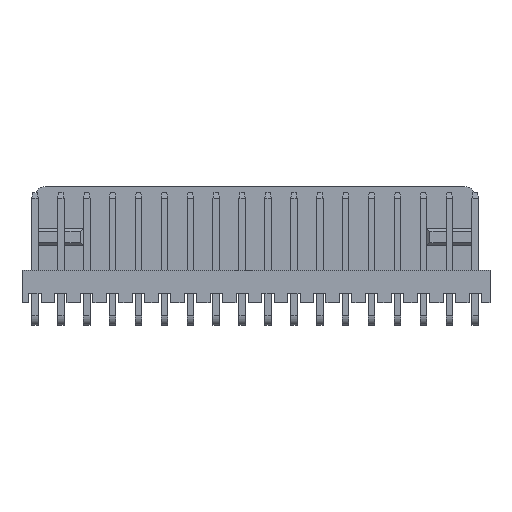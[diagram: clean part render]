
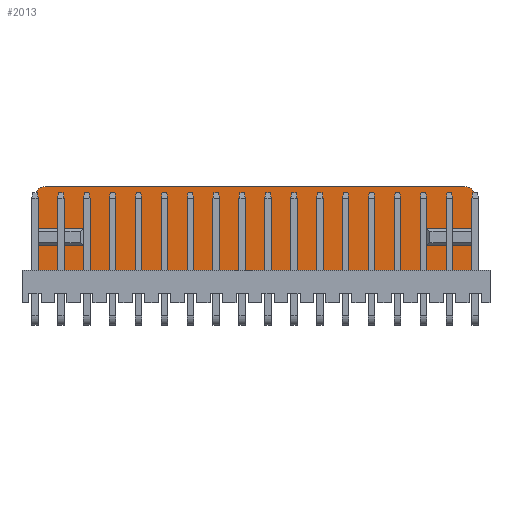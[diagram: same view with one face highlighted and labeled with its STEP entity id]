
A CAD part, top view. The second image highlights one B-rep face of the part: STEP entity #2013.
In plain terms, the highlighted planar face has unit normal (0, 0, 1).
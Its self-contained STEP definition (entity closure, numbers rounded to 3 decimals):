
#628 = VERTEX_POINT ( 'NONE', #8372 ) ;
#629 = VERTEX_POINT ( 'NONE', #8373 ) ;
#686 = VERTEX_POINT ( 'NONE', #8430 ) ;
#694 = VERTEX_POINT ( 'NONE', #8438 ) ;
#2013 = ADVANCED_FACE ( 'NONE', ( #9310 ), #10666, .F. ) ;
#2907 = VERTEX_POINT ( 'NONE', #12221 ) ;
#2913 = VERTEX_POINT ( 'NONE', #12227 ) ;
#2915 = VERTEX_POINT ( 'NONE', #12229 ) ;
#3045 = VERTEX_POINT ( 'NONE', #12363 ) ;
#3060 = VERTEX_POINT ( 'NONE', #12378 ) ;
#3069 = VERTEX_POINT ( 'NONE', #12387 ) ;
#3073 = VERTEX_POINT ( 'NONE', #12391 ) ;
#3074 = VERTEX_POINT ( 'NONE', #12392 ) ;
#3087 = VERTEX_POINT ( 'NONE', #12405 ) ;
#3092 = VERTEX_POINT ( 'NONE', #12410 ) ;
#3588 = ORIENTED_EDGE ( 'NONE', *, *, #5451, .T. ) ;
#3589 = ORIENTED_EDGE ( 'NONE', *, *, #5478, .T. ) ;
#3590 = ORIENTED_EDGE ( 'NONE', *, *, #5479, .F. ) ;
#3591 = ORIENTED_EDGE ( 'NONE', *, *, #5480, .F. ) ;
#3592 = ORIENTED_EDGE ( 'NONE', *, *, #5481, .F. ) ;
#3593 = ORIENTED_EDGE ( 'NONE', *, *, #5482, .T. ) ;
#3594 = ORIENTED_EDGE ( 'NONE', *, *, #5483, .F. ) ;
#3595 = ORIENTED_EDGE ( 'NONE', *, *, #5446, .T. ) ;
#3596 = ORIENTED_EDGE ( 'NONE', *, *, #6316, .F. ) ;
#3597 = ORIENTED_EDGE ( 'NONE', *, *, #6321, .T. ) ;
#3598 = ORIENTED_EDGE ( 'NONE', *, *, #6093, .F. ) ;
#3599 = ORIENTED_EDGE ( 'NONE', *, *, #6090, .F. ) ;
#3600 = ORIENTED_EDGE ( 'NONE', *, *, #6086, .F. ) ;
#3601 = ORIENTED_EDGE ( 'NONE', *, *, #6320, .T. ) ;
#3621 = EDGE_LOOP ( 'NONE', ( #3588, #3589, #3590, #3591, #3592, #3593, #3594, #3595, #3596, #3597, #3598, #3599, #3600, #3601 ) ) ;
#5446 = EDGE_CURVE ( 'NONE', #3045, #2915, #10062, .T. ) ;
#5451 = EDGE_CURVE ( 'NONE', #2907, #3060, #10064, .T. ) ;
#5478 = EDGE_CURVE ( 'NONE', #3060, #3073, #10126, .T. ) ;
#5479 = EDGE_CURVE ( 'NONE', #3074, #3073, #10128, .T. ) ;
#5480 = EDGE_CURVE ( 'NONE', #3069, #3074, #10130, .T. ) ;
#5481 = EDGE_CURVE ( 'NONE', #3087, #3069, #10124, .T. ) ;
#5482 = EDGE_CURVE ( 'NONE', #3087, #3092, #10134, .T. ) ;
#5483 = EDGE_CURVE ( 'NONE', #3045, #3092, #10136, .T. ) ;
#5799 = AXIS2_PLACEMENT_3D ( 'NONE', #10663, #10668, #10669 ) ;
#6086 = EDGE_CURVE ( 'NONE', #629, #694, #14434, .T. ) ;
#6090 = EDGE_CURVE ( 'NONE', #694, #686, #14438, .T. ) ;
#6093 = EDGE_CURVE ( 'NONE', #686, #628, #14442, .T. ) ;
#6316 = EDGE_CURVE ( 'NONE', #2913, #2915, #14674, .T. ) ;
#6320 = EDGE_CURVE ( 'NONE', #629, #2907, #14692, .T. ) ;
#6321 = EDGE_CURVE ( 'NONE', #2913, #628, #14694, .T. ) ;
#8372 = CARTESIAN_POINT ( 'NONE',  ( -9.538, 0.723, 0.86 ) ) ;
#8373 = CARTESIAN_POINT ( 'NONE',  ( -9.538, -0.977, 0.86 ) ) ;
#8430 = CARTESIAN_POINT ( 'NONE',  ( -4.828, 0.723, 0.86 ) ) ;
#8438 = CARTESIAN_POINT ( 'NONE',  ( -4.828, -0.977, 0.86 ) ) ;
#9310 = FACE_OUTER_BOUND ( 'NONE', #3621, .T. ) ;
#10062 = LINE ( 'NONE', #12998, #10065 ) ;
#10064 = LINE ( 'NONE', #12966, #10075 ) ;
#10065 = VECTOR ( 'NONE', #13000, 1000. ) ;
#10075 = VECTOR ( 'NONE', #13009, 1000. ) ;
#10124 = LINE ( 'NONE', #13033, #10135 ) ;
#10126 = LINE ( 'NONE', #13062, #10129 ) ;
#10128 = LINE ( 'NONE', #13064, #10131 ) ;
#10129 = VECTOR ( 'NONE', #13063, 1000. ) ;
#10130 = LINE ( 'NONE', #13066, #10133 ) ;
#10131 = VECTOR ( 'NONE', #13065, 1000. ) ;
#10133 = VECTOR ( 'NONE', #13068, 1000. ) ;
#10134 = LINE ( 'NONE', #13070, #10137 ) ;
#10135 = VECTOR ( 'NONE', #13069, 1000. ) ;
#10136 = CIRCLE ( 'NONE', #11167, 1. ) ;
#10137 = VECTOR ( 'NONE', #13071, 1000. ) ;
#10663 = CARTESIAN_POINT ( 'NONE',  ( -9.538, 0.723, 0.86 ) ) ;
#10666 = PLANE ( 'NONE',  #5799 ) ;
#10668 = DIRECTION ( 'NONE',  ( 0., 0., -1. ) ) ;
#10669 = DIRECTION ( 'NONE',  ( -1., 0., 0. ) ) ;
#11167 = AXIS2_PLACEMENT_3D ( 'NONE', #13074, #13075, #13076 ) ;
#12221 = CARTESIAN_POINT ( 'NONE',  ( -9.538, -3.377, 0.86 ) ) ;
#12227 = CARTESIAN_POINT ( 'NONE',  ( -9.538, 3.823, 0.86 ) ) ;
#12229 = CARTESIAN_POINT ( 'NONE',  ( -8.538, 4.823, 0.86 ) ) ;
#12363 = CARTESIAN_POINT ( 'NONE',  ( 32.582, 4.823, 0.86 ) ) ;
#12378 = CARTESIAN_POINT ( 'NONE',  ( 33.582, -3.377, 0.86 ) ) ;
#12387 = CARTESIAN_POINT ( 'NONE',  ( 28.872, 0.723, 0.86 ) ) ;
#12391 = CARTESIAN_POINT ( 'NONE',  ( 33.582, -0.977, 0.86 ) ) ;
#12392 = CARTESIAN_POINT ( 'NONE',  ( 28.872, -0.977, 0.86 ) ) ;
#12405 = CARTESIAN_POINT ( 'NONE',  ( 33.582, 0.723, 0.86 ) ) ;
#12410 = CARTESIAN_POINT ( 'NONE',  ( 33.582, 3.823, 0.86 ) ) ;
#12966 = CARTESIAN_POINT ( 'NONE',  ( -10.858, -3.377, 0.86 ) ) ;
#12998 = CARTESIAN_POINT ( 'NONE',  ( -8.538, 4.823, 0.86 ) ) ;
#13000 = DIRECTION ( 'NONE',  ( -1., 0., 0. ) ) ;
#13009 = DIRECTION ( 'NONE',  ( 1., 0., 0. ) ) ;
#13033 = CARTESIAN_POINT ( 'NONE',  ( -14.618, 0.723, 0.86 ) ) ;
#13062 = CARTESIAN_POINT ( 'NONE',  ( 33.582, 3.823, 0.86 ) ) ;
#13063 = DIRECTION ( 'NONE',  ( 0., 1., 0. ) ) ;
#13064 = CARTESIAN_POINT ( 'NONE',  ( -14.618, -0.977, 0.86 ) ) ;
#13065 = DIRECTION ( 'NONE',  ( 1., 0., 0. ) ) ;
#13066 = CARTESIAN_POINT ( 'NONE',  ( 28.872, 0.723, 0.86 ) ) ;
#13068 = DIRECTION ( 'NONE',  ( 0., -1., 0. ) ) ;
#13069 = DIRECTION ( 'NONE',  ( -1., 0., 0. ) ) ;
#13070 = CARTESIAN_POINT ( 'NONE',  ( 33.582, 3.823, 0.86 ) ) ;
#13071 = DIRECTION ( 'NONE',  ( 0., 1., 0. ) ) ;
#13074 = CARTESIAN_POINT ( 'NONE',  ( 32.582, 3.823, 0.86 ) ) ;
#13075 = DIRECTION ( 'NONE',  ( 0., 0., -1. ) ) ;
#13076 = DIRECTION ( 'NONE',  ( 1., 0., 0. ) ) ;
#13304 = AXIS2_PLACEMENT_3D ( 'NONE', #14942, #14943, #14944 ) ;
#13992 = CARTESIAN_POINT ( 'NONE',  ( -9.538, -0.977, 0.86 ) ) ;
#13993 = DIRECTION ( 'NONE',  ( 1., 0., 0. ) ) ;
#13996 = CARTESIAN_POINT ( 'NONE',  ( -4.828, 0.723, 0.86 ) ) ;
#13998 = DIRECTION ( 'NONE',  ( 0., 1., 0. ) ) ;
#14000 = CARTESIAN_POINT ( 'NONE',  ( -9.538, 0.723, 0.86 ) ) ;
#14001 = DIRECTION ( 'NONE',  ( -1., 0., 0. ) ) ;
#14434 = LINE ( 'NONE', #13992, #14437 ) ;
#14437 = VECTOR ( 'NONE', #13993, 1000. ) ;
#14438 = LINE ( 'NONE', #13996, #14441 ) ;
#14441 = VECTOR ( 'NONE', #13998, 1000. ) ;
#14442 = LINE ( 'NONE', #14000, #14445 ) ;
#14445 = VECTOR ( 'NONE', #14001, 1000. ) ;
#14674 = CIRCLE ( 'NONE', #13304, 1. ) ;
#14692 = LINE ( 'NONE', #14950, #14695 ) ;
#14694 = LINE ( 'NONE', #14952, #14697 ) ;
#14695 = VECTOR ( 'NONE', #14951, 1000. ) ;
#14697 = VECTOR ( 'NONE', #14953, 1000. ) ;
#14942 = CARTESIAN_POINT ( 'NONE',  ( -8.538, 3.823, 0.86 ) ) ;
#14943 = DIRECTION ( 'NONE',  ( 0., 0., -1. ) ) ;
#14944 = DIRECTION ( 'NONE',  ( 1., 0., 0. ) ) ;
#14950 = CARTESIAN_POINT ( 'NONE',  ( -9.538, -3.377, 0.86 ) ) ;
#14951 = DIRECTION ( 'NONE',  ( 0., -1., 0. ) ) ;
#14952 = CARTESIAN_POINT ( 'NONE',  ( -9.538, -3.377, 0.86 ) ) ;
#14953 = DIRECTION ( 'NONE',  ( 0., -1., 0. ) ) ;
